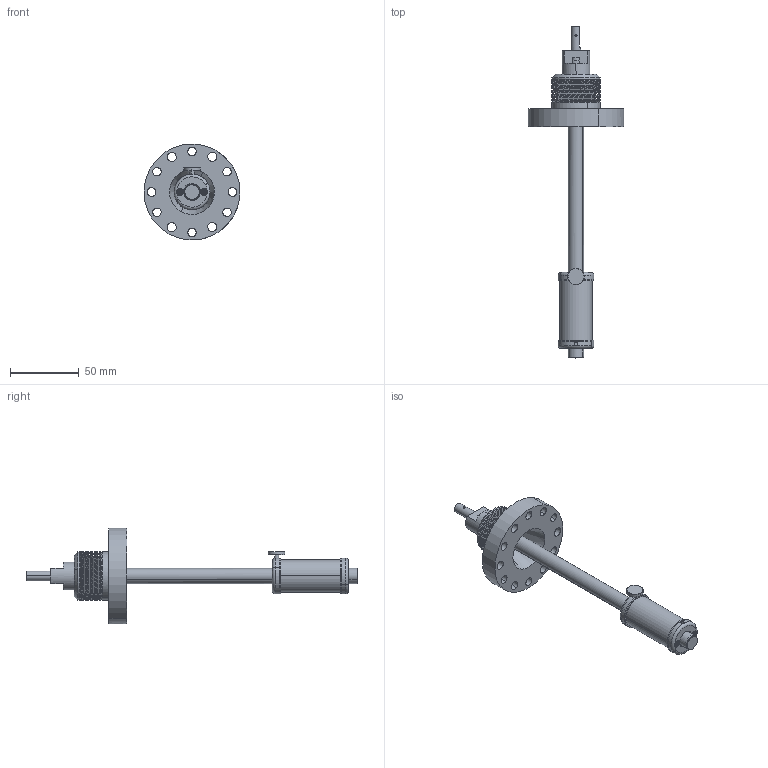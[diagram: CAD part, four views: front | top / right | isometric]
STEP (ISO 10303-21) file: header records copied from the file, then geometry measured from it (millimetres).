
FILE_DESCRIPTION(('CATIA V5 STEP Exchange'),'2;1');
FILE_NAME('WM40-0100-0060.stp','2020-02-06T11:51:54+00:00',('none'),('none'),'CATIA Version 5 Release 20 SP 7 (IN-10)','CATIA V5 STEP AP214','none');
FILE_SCHEMA(('AUTOMOTIVE_DESIGN { 1 0 10303 214 1 1 1 1 }'));
Length unit declared in the file: millimetre
Products named in the file (1): WM40-0100-0060
Bounding box: 69.48 x 240.6 x 69.49 mm (x, y, z)
Volume: 76346.1 mm3; surface area: 63314.9 mm2
Topology: 2 solids, 13 shells, 693 faces, 1712 edges, 1047 vertices
Faces by surface type: plane 291, cylinder 167, cone 167, bspline 46, torus 14, sphere 8
Entity records: 24628 total; most frequent: CARTESIAN_POINT 8477, ORIENTED_EDGE 3386, DIRECTION 2372, EDGE_CURVE 1693, AXIS2_PLACEMENT_3D 1126, VERTEX_POINT 1047, VECTOR 773, LINE 773
